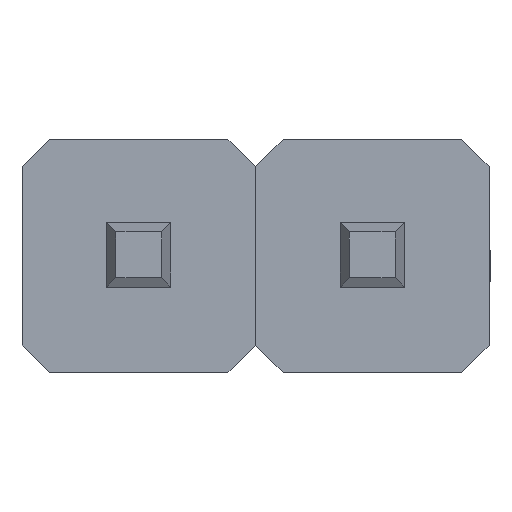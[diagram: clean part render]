
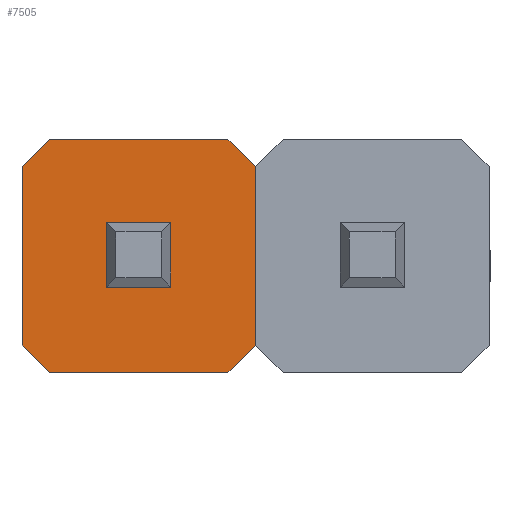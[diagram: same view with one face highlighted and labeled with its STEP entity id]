
A CAD part, top view. The second image highlights one B-rep face of the part: STEP entity #7505.
In plain terms, the highlighted planar face has unit normal (0, 0, 1).
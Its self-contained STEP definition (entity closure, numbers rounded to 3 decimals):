
#243=FACE_BOUND('',#857,.T.);
#448=FACE_OUTER_BOUND('',#856,.T.);
#856=EDGE_LOOP('',(#4775,#4776,#4777,#4778,#4779,#4780,#4781,#4782));
#857=EDGE_LOOP('',(#4783,#4784,#4785,#4786));
#1324=LINE('',#10111,#2139);
#1327=LINE('',#10117,#2142);
#1330=LINE('',#10123,#2145);
#1336=LINE('',#10134,#2151);
#1339=LINE('',#10140,#2154);
#1342=LINE('',#10146,#2157);
#1345=LINE('',#10152,#2160);
#1348=LINE('',#10157,#2163);
#1351=LINE('',#10164,#2166);
#1352=LINE('',#10166,#2167);
#1353=LINE('',#10168,#2168);
#1354=LINE('',#10169,#2169);
#2139=VECTOR('',#8337,1.);
#2142=VECTOR('',#8342,1.);
#2145=VECTOR('',#8347,1.);
#2151=VECTOR('',#8355,1.);
#2154=VECTOR('',#8360,1.);
#2157=VECTOR('',#8365,1.);
#2160=VECTOR('',#8370,1.);
#2163=VECTOR('',#8375,1.);
#2166=VECTOR('',#8380,1.);
#2167=VECTOR('',#8381,1.);
#2168=VECTOR('',#8382,1.);
#2169=VECTOR('',#8383,1.);
#2960=VERTEX_POINT('',#10104);
#2963=VERTEX_POINT('',#10109);
#2965=VERTEX_POINT('',#10115);
#2967=VERTEX_POINT('',#10121);
#2971=VERTEX_POINT('',#10132);
#2973=VERTEX_POINT('',#10138);
#2975=VERTEX_POINT('',#10144);
#2977=VERTEX_POINT('',#10150);
#2980=VERTEX_POINT('',#10162);
#2981=VERTEX_POINT('',#10163);
#2982=VERTEX_POINT('',#10165);
#2983=VERTEX_POINT('',#10167);
#3670=EDGE_CURVE('',#2960,#2963,#1324,.T.);
#3673=EDGE_CURVE('',#2963,#2965,#1327,.T.);
#3676=EDGE_CURVE('',#2965,#2967,#1330,.T.);
#3682=EDGE_CURVE('',#2967,#2971,#1336,.T.);
#3685=EDGE_CURVE('',#2971,#2973,#1339,.T.);
#3688=EDGE_CURVE('',#2973,#2975,#1342,.T.);
#3691=EDGE_CURVE('',#2975,#2977,#1345,.T.);
#3694=EDGE_CURVE('',#2977,#2960,#1348,.T.);
#3697=EDGE_CURVE('',#2980,#2981,#1351,.T.);
#3698=EDGE_CURVE('',#2982,#2980,#1352,.T.);
#3699=EDGE_CURVE('',#2983,#2982,#1353,.T.);
#3700=EDGE_CURVE('',#2981,#2983,#1354,.T.);
#4775=ORIENTED_EDGE('',*,*,#3670,.T.);
#4776=ORIENTED_EDGE('',*,*,#3673,.T.);
#4777=ORIENTED_EDGE('',*,*,#3676,.T.);
#4778=ORIENTED_EDGE('',*,*,#3682,.T.);
#4779=ORIENTED_EDGE('',*,*,#3685,.T.);
#4780=ORIENTED_EDGE('',*,*,#3688,.T.);
#4781=ORIENTED_EDGE('',*,*,#3691,.T.);
#4782=ORIENTED_EDGE('',*,*,#3694,.T.);
#4783=ORIENTED_EDGE('',*,*,#3697,.F.);
#4784=ORIENTED_EDGE('',*,*,#3698,.F.);
#4785=ORIENTED_EDGE('',*,*,#3699,.F.);
#4786=ORIENTED_EDGE('',*,*,#3700,.F.);
#6826=PLANE('',#7924);
#7505=ADVANCED_FACE('',(#448,#243),#6826,.T.);
#7924=AXIS2_PLACEMENT_3D('',#10161,#8378,#8379);
#8337=DIRECTION('',(0.707,-0.707,0.));
#8342=DIRECTION('',(1.,0.,0.));
#8347=DIRECTION('',(0.707,0.707,0.));
#8355=DIRECTION('',(0.,1.,0.));
#8360=DIRECTION('',(-0.707,0.707,0.));
#8365=DIRECTION('',(-1.,0.,0.));
#8370=DIRECTION('',(-0.707,-0.707,0.));
#8375=DIRECTION('',(0.,-1.,0.));
#8378=DIRECTION('center_axis',(0.,0.,1.));
#8379=DIRECTION('ref_axis',(1.,0.,0.));
#8380=DIRECTION('',(0.,1.,0.));
#8381=DIRECTION('',(1.,0.,0.));
#8382=DIRECTION('',(0.,-1.,0.));
#8383=DIRECTION('',(-1.,0.,0.));
#10104=CARTESIAN_POINT('',(-2.327,-0.889,2.32));
#10109=CARTESIAN_POINT('',(-2.052,-1.163,2.32));
#10111=CARTESIAN_POINT('',(-2.327,-0.889,2.32));
#10115=CARTESIAN_POINT('',(-0.275,-1.163,2.32));
#10117=CARTESIAN_POINT('',(-2.052,-1.163,2.32));
#10121=CARTESIAN_POINT('',(0.,-0.889,2.32));
#10123=CARTESIAN_POINT('',(-0.275,-1.163,2.32));
#10132=CARTESIAN_POINT('',(0.,0.889,2.32));
#10134=CARTESIAN_POINT('',(0.,0.889,2.32));
#10138=CARTESIAN_POINT('',(-0.275,1.163,2.32));
#10140=CARTESIAN_POINT('',(-0.275,1.163,2.32));
#10144=CARTESIAN_POINT('',(-2.052,1.163,2.32));
#10146=CARTESIAN_POINT('',(-2.052,1.163,2.32));
#10150=CARTESIAN_POINT('',(-2.327,0.889,2.32));
#10152=CARTESIAN_POINT('',(-2.327,0.889,2.32));
#10157=CARTESIAN_POINT('',(-2.327,0.889,2.32));
#10161=CARTESIAN_POINT('Origin',(-1.163,0.,2.32));
#10162=CARTESIAN_POINT('',(-0.843,-0.321,2.32));
#10163=CARTESIAN_POINT('',(-0.843,0.321,2.32));
#10164=CARTESIAN_POINT('',(-0.843,0.,2.32));
#10165=CARTESIAN_POINT('',(-1.484,-0.321,2.32));
#10166=CARTESIAN_POINT('',(-1.163,-0.321,2.32));
#10167=CARTESIAN_POINT('',(-1.484,0.321,2.32));
#10168=CARTESIAN_POINT('',(-1.484,0.,2.32));
#10169=CARTESIAN_POINT('',(-1.163,0.321,2.32));
